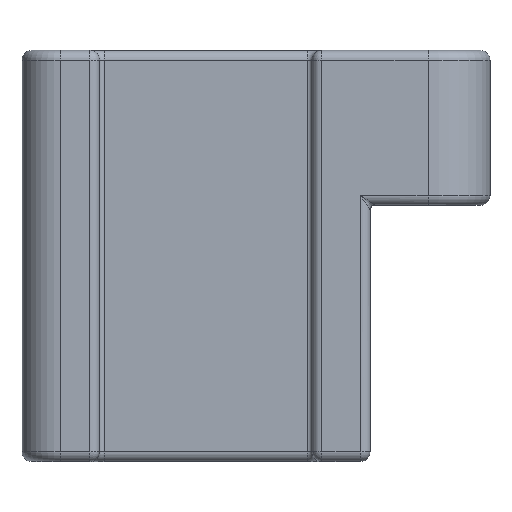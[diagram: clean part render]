
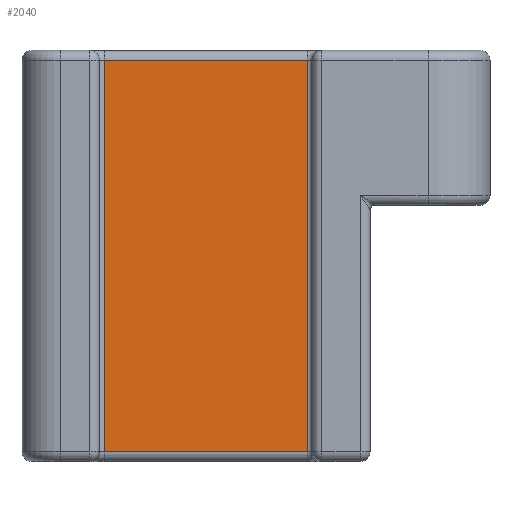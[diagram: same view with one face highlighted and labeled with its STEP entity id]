
A CAD part, top view. The second image highlights one B-rep face of the part: STEP entity #2040.
In plain terms, the highlighted planar face has unit normal (0, 0, 1).
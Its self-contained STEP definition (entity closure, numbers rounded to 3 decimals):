
#266=FACE_OUTER_BOUND('',#392,.T.);
#392=EDGE_LOOP('',(#1822,#1823,#1824,#1825));
#570=LINE('',#3372,#779);
#576=LINE('',#3409,#785);
#578=LINE('',#3412,#787);
#602=LINE('',#3517,#811);
#779=VECTOR('',#2624,10.);
#785=VECTOR('',#2670,10.);
#787=VECTOR('',#2674,10.);
#811=VECTOR('',#2816,10.);
#953=VERTEX_POINT('',#3351);
#957=VERTEX_POINT('',#3363);
#962=VERTEX_POINT('',#3376);
#970=VERTEX_POINT('',#3402);
#1200=EDGE_CURVE('',#957,#953,#570,.T.);
#1219=EDGE_CURVE('',#962,#970,#576,.T.);
#1221=EDGE_CURVE('',#970,#957,#578,.T.);
#1277=EDGE_CURVE('',#953,#962,#602,.T.);
#1822=ORIENTED_EDGE('',*,*,#1219,.F.);
#1823=ORIENTED_EDGE('',*,*,#1277,.F.);
#1824=ORIENTED_EDGE('',*,*,#1200,.F.);
#1825=ORIENTED_EDGE('',*,*,#1221,.F.);
#1922=PLANE('',#2246);
#2040=ADVANCED_FACE('',(#266),#1922,.T.);
#2246=AXIS2_PLACEMENT_3D('',#3528,#2833,#2834);
#2624=DIRECTION('',(0.,1.,0.));
#2670=DIRECTION('',(0.,-1.,0.));
#2674=DIRECTION('',(-1.,0.,0.));
#2816=DIRECTION('',(1.,0.,0.));
#2833=DIRECTION('center_axis',(0.,0.,
1.));
#2834=DIRECTION('ref_axis',(-1.,0.,0.));
#3351=CARTESIAN_POINT('',(-15.25,-21.25,0.));
#3363=CARTESIAN_POINT('',(-15.25,-41.5,0.));
#3372=CARTESIAN_POINT('',(-15.25,-20.75,0.));
#3376=CARTESIAN_POINT('',(-4.75,-21.25,0.));
#3402=CARTESIAN_POINT('',(-4.75,-41.5,0.));
#3409=CARTESIAN_POINT('',(-4.75,-20.75,0.));
#3412=CARTESIAN_POINT('',(-5.95,-41.5,0.));
#3517=CARTESIAN_POINT('',(-5.95,-21.25,0.));
#3528=CARTESIAN_POINT('Origin',(-4.5,-20.75,0.));
